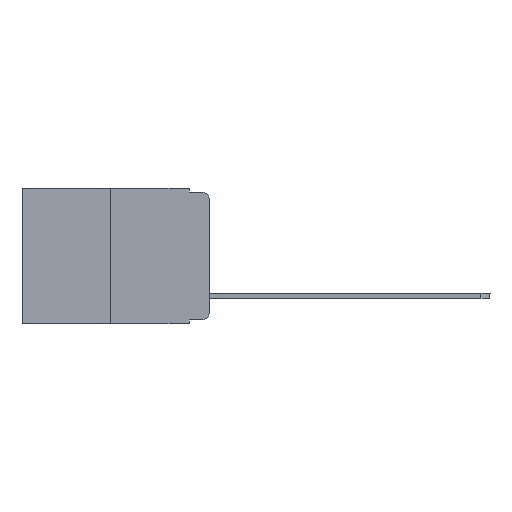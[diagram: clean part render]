
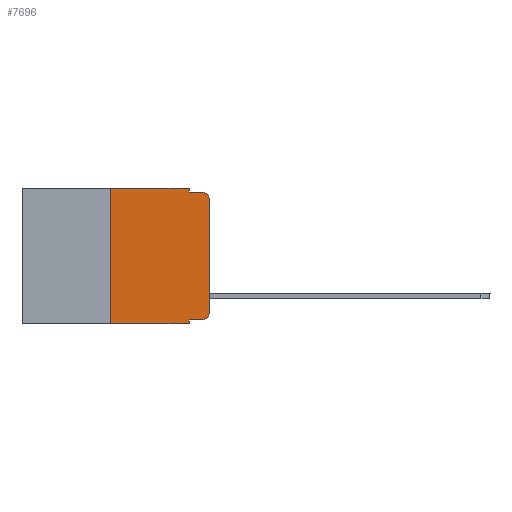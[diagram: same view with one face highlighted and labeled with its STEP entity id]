
A CAD part, left-side view. The second image highlights one B-rep face of the part: STEP entity #7696.
In plain terms, the highlighted planar face has unit normal (-1, 0, 0).
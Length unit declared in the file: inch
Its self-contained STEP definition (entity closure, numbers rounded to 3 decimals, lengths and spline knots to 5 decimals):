
#156 = AXIS2_PLACEMENT_3D ( 'NONE', #3451, #4289, #1879 ) ;
#400 = VERTEX_POINT ( 'NONE', #6299 ) ;
#402 = ORIENTED_EDGE ( 'NONE', *, *, #4861, .T. ) ;
#694 = VERTEX_POINT ( 'NONE', #3798 ) ;
#792 = CARTESIAN_POINT ( 'NONE',  ( 0., 0.051, -0.333 ) ) ;
#923 = DIRECTION ( 'NONE',  ( 0., -1., 0. ) ) ;
#929 = DIRECTION ( 'NONE',  ( 1., 0., 0. ) ) ;
#937 = AXIS2_PLACEMENT_3D ( 'NONE', #8291, #5954, #6739 ) ;
#987 = EDGE_CURVE ( 'NONE', #10249, #5077, #4249, .T. ) ;
#1203 = LINE ( 'NONE', #3520, #6439 ) ;
#1206 = VERTEX_POINT ( 'NONE', #2892 ) ;
#1209 = DIRECTION ( 'NONE',  ( 0., 0., -1. ) ) ;
#1235 = ORIENTED_EDGE ( 'NONE', *, *, #2689, .F. ) ;
#1405 = EDGE_CURVE ( 'NONE', #5077, #5118, #2552, .T. ) ;
#1456 = CIRCLE ( 'NONE', #937, 0.02 ) ;
#1477 = EDGE_CURVE ( 'NONE', #7687, #5118, #4687, .T. ) ;
#1481 = EDGE_LOOP ( 'NONE', ( #6240, #7456, #7989, #9973, #2002, #8309, #402, #1235, #3648, #2930 ) ) ;
#1501 = EDGE_CURVE ( 'NONE', #9893, #7687, #3404, .T. ) ;
#1565 = CARTESIAN_POINT ( 'NONE',  ( 0., 0.051, 0. ) ) ;
#1614 = LINE ( 'NONE', #1565, #4318 ) ;
#1730 = PLANE ( 'NONE',  #9757 ) ;
#1879 = DIRECTION ( 'NONE',  ( 0., 0., -1. ) ) ;
#2002 = ORIENTED_EDGE ( 'NONE', *, *, #3201, .F. ) ;
#2552 = LINE ( 'NONE', #8851, #3327 ) ;
#2689 = EDGE_CURVE ( 'NONE', #3076, #400, #1614, .T. ) ;
#2892 = CARTESIAN_POINT ( 'NONE',  ( 0., 0.25, 0. ) ) ;
#2930 = ORIENTED_EDGE ( 'NONE', *, *, #7817, .T. ) ;
#3076 = VERTEX_POINT ( 'NONE', #4209 ) ;
#3201 = EDGE_CURVE ( 'NONE', #1206, #10249, #6653, .T. ) ;
#3211 = DIRECTION ( 'NONE',  ( 0., 0., -1. ) ) ;
#3312 = CARTESIAN_POINT ( 'NONE',  ( 0., 0.473, 0. ) ) ;
#3326 = DIRECTION ( 'NONE',  ( 0., -1., 0. ) ) ;
#3327 = VECTOR ( 'NONE', #923, 39.37008 ) ;
#3358 = FACE_OUTER_BOUND ( 'NONE', #1481, .T. ) ;
#3396 = DIRECTION ( 'NONE',  ( 0., 0., -1. ) ) ;
#3404 = LINE ( 'NONE', #8171, #7866 ) ;
#3451 = CARTESIAN_POINT ( 'NONE',  ( 0., 0.02, -0.03 ) ) ;
#3471 = CARTESIAN_POINT ( 'NONE',  ( 0., 0.051, 0. ) ) ;
#3520 = CARTESIAN_POINT ( 'NONE',  ( 0., 0.473, -0.343 ) ) ;
#3525 = VECTOR ( 'NONE', #3326, 39.37008 ) ;
#3648 = ORIENTED_EDGE ( 'NONE', *, *, #7568, .T. ) ;
#3798 = CARTESIAN_POINT ( 'NONE',  ( 0., 0.02, -0.333 ) ) ;
#4004 = DIRECTION ( 'NONE',  ( 0., -1., 0. ) ) ;
#4159 = VERTEX_POINT ( 'NONE', #8210 ) ;
#4209 = CARTESIAN_POINT ( 'NONE',  ( 0., 0.051, -0.333 ) ) ;
#4249 = LINE ( 'NONE', #3471, #8438 ) ;
#4289 = DIRECTION ( 'NONE',  ( -1., 0., 0. ) ) ;
#4318 = VECTOR ( 'NONE', #3396, 39.37008 ) ;
#4543 = EDGE_CURVE ( 'NONE', #4159, #1206, #5156, .T. ) ;
#4687 = CIRCLE ( 'NONE', #156, 0.02 ) ;
#4861 = EDGE_CURVE ( 'NONE', #4159, #400, #1203, .T. ) ;
#5077 = VERTEX_POINT ( 'NONE', #6170 ) ;
#5118 = VERTEX_POINT ( 'NONE', #7394 ) ;
#5156 = LINE ( 'NONE', #7381, #5295 ) ;
#5295 = VECTOR ( 'NONE', #8320, 39.37008 ) ;
#5954 = DIRECTION ( 'NONE',  ( -1., 0., 0. ) ) ;
#6067 = DIRECTION ( 'NONE',  ( 0., -1., 0. ) ) ;
#6170 = CARTESIAN_POINT ( 'NONE',  ( 0., 0.051, -0.01 ) ) ;
#6240 = ORIENTED_EDGE ( 'NONE', *, *, #1501, .T. ) ;
#6299 = CARTESIAN_POINT ( 'NONE',  ( 0., 0.051, -0.343 ) ) ;
#6439 = VECTOR ( 'NONE', #6067, 39.37008 ) ;
#6653 = LINE ( 'NONE', #9813, #3525 ) ;
#6739 = DIRECTION ( 'NONE',  ( 0., 0., -1. ) ) ;
#7381 = CARTESIAN_POINT ( 'NONE',  ( 0., 0.25, 0. ) ) ;
#7394 = CARTESIAN_POINT ( 'NONE',  ( 0., 0.02, -0.01 ) ) ;
#7456 = ORIENTED_EDGE ( 'NONE', *, *, #1477, .T. ) ;
#7503 = DIRECTION ( 'NONE',  ( 0., 0., 1. ) ) ;
#7568 = EDGE_CURVE ( 'NONE', #3076, #694, #8714, .T. ) ;
#7687 = VERTEX_POINT ( 'NONE', #8856 ) ;
#7696 = ADVANCED_FACE ( 'NONE', ( #3358 ), #1730, .F. ) ;
#7817 = EDGE_CURVE ( 'NONE', #694, #9893, #1456, .T. ) ;
#7866 = VECTOR ( 'NONE', #7503, 39.37008 ) ;
#7989 = ORIENTED_EDGE ( 'NONE', *, *, #1405, .F. ) ;
#8171 = CARTESIAN_POINT ( 'NONE',  ( 0., 0., 0. ) ) ;
#8202 = CARTESIAN_POINT ( 'NONE',  ( 0., 0., -0.313 ) ) ;
#8210 = CARTESIAN_POINT ( 'NONE',  ( 0., 0.25, -0.343 ) ) ;
#8291 = CARTESIAN_POINT ( 'NONE',  ( 0., 0.02, -0.313 ) ) ;
#8309 = ORIENTED_EDGE ( 'NONE', *, *, #4543, .F. ) ;
#8320 = DIRECTION ( 'NONE',  ( 0., 0., 1. ) ) ;
#8438 = VECTOR ( 'NONE', #1209, 39.37008 ) ;
#8714 = LINE ( 'NONE', #792, #10106 ) ;
#8851 = CARTESIAN_POINT ( 'NONE',  ( 0., 0.051, -0.01 ) ) ;
#8856 = CARTESIAN_POINT ( 'NONE',  ( 0., 0., -0.03 ) ) ;
#9757 = AXIS2_PLACEMENT_3D ( 'NONE', #3312, #929, #3211 ) ;
#9813 = CARTESIAN_POINT ( 'NONE',  ( 0., 0.473, 0. ) ) ;
#9893 = VERTEX_POINT ( 'NONE', #8202 ) ;
#9973 = ORIENTED_EDGE ( 'NONE', *, *, #987, .F. ) ;
#10106 = VECTOR ( 'NONE', #4004, 39.37008 ) ;
#10231 = CARTESIAN_POINT ( 'NONE',  ( 0., 0.051, 0. ) ) ;
#10249 = VERTEX_POINT ( 'NONE', #10231 ) ;
